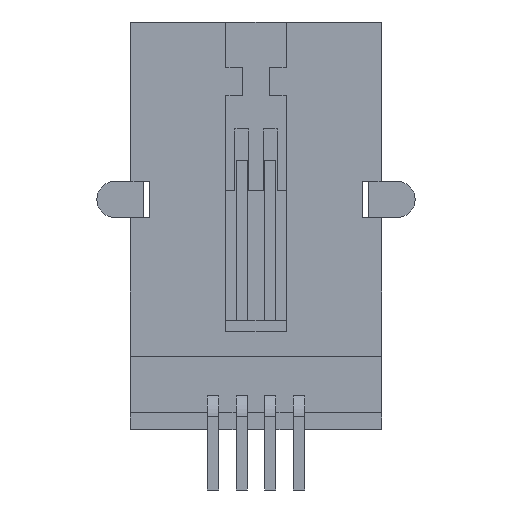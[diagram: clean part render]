
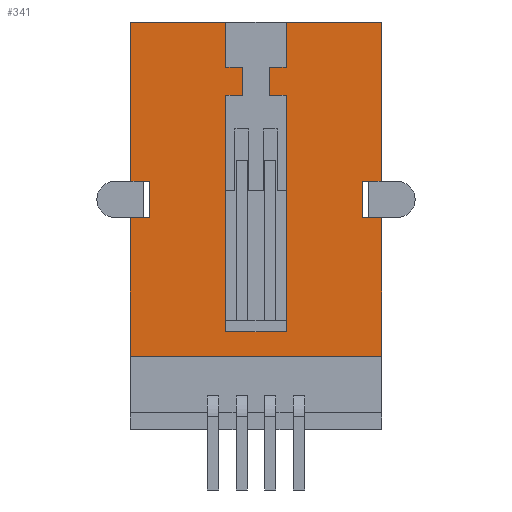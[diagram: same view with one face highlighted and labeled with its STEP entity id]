
A CAD part, front view. The second image highlights one B-rep face of the part: STEP entity #341.
In plain terms, the highlighted planar face has unit normal (0, -1, 0).
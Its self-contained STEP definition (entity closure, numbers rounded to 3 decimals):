
#341 = ADVANCED_FACE('',(#342),#568,.T.);
#342 = FACE_BOUND('',#343,.F.);
#343 = EDGE_LOOP('',(#344,#354,#362,#370,#378,#386,#394,#402,#410,#418,
    #426,#434,#442,#450,#458,#466,#474,#482,#490,#498,#506,#514,#522,
    #530,#538,#546,#554,#562));
#344 = ORIENTED_EDGE('',*,*,#345,.T.);
#345 = EDGE_CURVE('',#346,#348,#350,.T.);
#346 = VERTEX_POINT('',#347);
#347 = CARTESIAN_POINT('',(-5.59,-5.75,9.42));
#348 = VERTEX_POINT('',#349);
#349 = CARTESIAN_POINT('',(-5.015,-5.75,9.42));
#350 = LINE('',#351,#352);
#351 = CARTESIAN_POINT('',(-5.59,-5.75,9.42));
#352 = VECTOR('',#353,1.);
#353 = DIRECTION('',(1.,0.,0.));
#354 = ORIENTED_EDGE('',*,*,#355,.F.);
#355 = EDGE_CURVE('',#356,#348,#358,.T.);
#356 = VERTEX_POINT('',#357);
#357 = CARTESIAN_POINT('',(-4.74,-5.75,9.42));
#358 = LINE('',#359,#360);
#359 = CARTESIAN_POINT('',(-4.74,-5.75,9.42));
#360 = VECTOR('',#361,1.);
#361 = DIRECTION('',(-1.,0.,0.));
#362 = ORIENTED_EDGE('',*,*,#363,.F.);
#363 = EDGE_CURVE('',#364,#356,#366,.T.);
#364 = VERTEX_POINT('',#365);
#365 = CARTESIAN_POINT('',(-4.74,-5.75,11.02));
#366 = LINE('',#367,#368);
#367 = CARTESIAN_POINT('',(-4.74,-5.75,11.02));
#368 = VECTOR('',#369,1.);
#369 = DIRECTION('',(0.,0.,-1.));
#370 = ORIENTED_EDGE('',*,*,#371,.F.);
#371 = EDGE_CURVE('',#372,#364,#374,.T.);
#372 = VERTEX_POINT('',#373);
#373 = CARTESIAN_POINT('',(-5.015,-5.75,11.02));
#374 = LINE('',#375,#376);
#375 = CARTESIAN_POINT('',(-5.015,-5.75,11.02));
#376 = VECTOR('',#377,1.);
#377 = DIRECTION('',(1.,0.,0.));
#378 = ORIENTED_EDGE('',*,*,#379,.T.);
#379 = EDGE_CURVE('',#372,#380,#382,.T.);
#380 = VERTEX_POINT('',#381);
#381 = CARTESIAN_POINT('',(-5.59,-5.75,11.02));
#382 = LINE('',#383,#384);
#383 = CARTESIAN_POINT('',(-5.015,-5.75,11.02));
#384 = VECTOR('',#385,1.);
#385 = DIRECTION('',(-1.,0.,0.));
#386 = ORIENTED_EDGE('',*,*,#387,.T.);
#387 = EDGE_CURVE('',#380,#388,#390,.T.);
#388 = VERTEX_POINT('',#389);
#389 = CARTESIAN_POINT('',(-5.59,-5.75,18.1));
#390 = LINE('',#391,#392);
#391 = CARTESIAN_POINT('',(-5.59,-5.75,11.02));
#392 = VECTOR('',#393,1.);
#393 = DIRECTION('',(0.,0.,1.));
#394 = ORIENTED_EDGE('',*,*,#395,.T.);
#395 = EDGE_CURVE('',#388,#396,#398,.T.);
#396 = VERTEX_POINT('',#397);
#397 = CARTESIAN_POINT('',(-1.34,-5.75,18.1));
#398 = LINE('',#399,#400);
#399 = CARTESIAN_POINT('',(-5.59,-5.75,18.1));
#400 = VECTOR('',#401,1.);
#401 = DIRECTION('',(1.,0.,0.));
#402 = ORIENTED_EDGE('',*,*,#403,.T.);
#403 = EDGE_CURVE('',#396,#404,#406,.T.);
#404 = VERTEX_POINT('',#405);
#405 = CARTESIAN_POINT('',(-1.34,-5.75,16.1));
#406 = LINE('',#407,#408);
#407 = CARTESIAN_POINT('',(-1.34,-5.75,18.1));
#408 = VECTOR('',#409,1.);
#409 = DIRECTION('',(0.,0.,-1.));
#410 = ORIENTED_EDGE('',*,*,#411,.T.);
#411 = EDGE_CURVE('',#404,#412,#414,.T.);
#412 = VERTEX_POINT('',#413);
#413 = CARTESIAN_POINT('',(-0.59,-5.75,16.1));
#414 = LINE('',#415,#416);
#415 = CARTESIAN_POINT('',(-1.34,-5.75,16.1));
#416 = VECTOR('',#417,1.);
#417 = DIRECTION('',(1.,0.,0.));
#418 = ORIENTED_EDGE('',*,*,#419,.T.);
#419 = EDGE_CURVE('',#412,#420,#422,.T.);
#420 = VERTEX_POINT('',#421);
#421 = CARTESIAN_POINT('',(-0.59,-5.75,14.85));
#422 = LINE('',#423,#424);
#423 = CARTESIAN_POINT('',(-0.59,-5.75,16.1));
#424 = VECTOR('',#425,1.);
#425 = DIRECTION('',(0.,0.,-1.));
#426 = ORIENTED_EDGE('',*,*,#427,.F.);
#427 = EDGE_CURVE('',#428,#420,#430,.T.);
#428 = VERTEX_POINT('',#429);
#429 = CARTESIAN_POINT('',(-1.34,-5.75,14.85));
#430 = LINE('',#431,#432);
#431 = CARTESIAN_POINT('',(-1.34,-5.75,14.85));
#432 = VECTOR('',#433,1.);
#433 = DIRECTION('',(1.,0.,0.));
#434 = ORIENTED_EDGE('',*,*,#435,.F.);
#435 = EDGE_CURVE('',#436,#428,#438,.T.);
#436 = VERTEX_POINT('',#437);
#437 = CARTESIAN_POINT('',(-1.34,-5.75,4.35));
#438 = LINE('',#439,#440);
#439 = CARTESIAN_POINT('',(-1.34,-5.75,4.35));
#440 = VECTOR('',#441,1.);
#441 = DIRECTION('',(0.,0.,1.));
#442 = ORIENTED_EDGE('',*,*,#443,.T.);
#443 = EDGE_CURVE('',#436,#444,#446,.T.);
#444 = VERTEX_POINT('',#445);
#445 = CARTESIAN_POINT('',(1.34,-5.75,4.35));
#446 = LINE('',#447,#448);
#447 = CARTESIAN_POINT('',(-1.34,-5.75,4.35));
#448 = VECTOR('',#449,1.);
#449 = DIRECTION('',(1.,0.,0.));
#450 = ORIENTED_EDGE('',*,*,#451,.F.);
#451 = EDGE_CURVE('',#452,#444,#454,.T.);
#452 = VERTEX_POINT('',#453);
#453 = CARTESIAN_POINT('',(1.34,-5.75,14.85));
#454 = LINE('',#455,#456);
#455 = CARTESIAN_POINT('',(1.34,-5.75,14.85));
#456 = VECTOR('',#457,1.);
#457 = DIRECTION('',(0.,0.,-1.));
#458 = ORIENTED_EDGE('',*,*,#459,.T.);
#459 = EDGE_CURVE('',#452,#460,#462,.T.);
#460 = VERTEX_POINT('',#461);
#461 = CARTESIAN_POINT('',(0.59,-5.75,14.85));
#462 = LINE('',#463,#464);
#463 = CARTESIAN_POINT('',(1.34,-5.75,14.85));
#464 = VECTOR('',#465,1.);
#465 = DIRECTION('',(-1.,0.,0.));
#466 = ORIENTED_EDGE('',*,*,#467,.F.);
#467 = EDGE_CURVE('',#468,#460,#470,.T.);
#468 = VERTEX_POINT('',#469);
#469 = CARTESIAN_POINT('',(0.59,-5.75,16.1));
#470 = LINE('',#471,#472);
#471 = CARTESIAN_POINT('',(0.59,-5.75,16.1));
#472 = VECTOR('',#473,1.);
#473 = DIRECTION('',(0.,0.,-1.));
#474 = ORIENTED_EDGE('',*,*,#475,.F.);
#475 = EDGE_CURVE('',#476,#468,#478,.T.);
#476 = VERTEX_POINT('',#477);
#477 = CARTESIAN_POINT('',(1.34,-5.75,16.1));
#478 = LINE('',#479,#480);
#479 = CARTESIAN_POINT('',(1.34,-5.75,16.1));
#480 = VECTOR('',#481,1.);
#481 = DIRECTION('',(-1.,0.,0.));
#482 = ORIENTED_EDGE('',*,*,#483,.F.);
#483 = EDGE_CURVE('',#484,#476,#486,.T.);
#484 = VERTEX_POINT('',#485);
#485 = CARTESIAN_POINT('',(1.34,-5.75,18.1));
#486 = LINE('',#487,#488);
#487 = CARTESIAN_POINT('',(1.34,-5.75,18.1));
#488 = VECTOR('',#489,1.);
#489 = DIRECTION('',(0.,0.,-1.));
#490 = ORIENTED_EDGE('',*,*,#491,.T.);
#491 = EDGE_CURVE('',#484,#492,#494,.T.);
#492 = VERTEX_POINT('',#493);
#493 = CARTESIAN_POINT('',(5.59,-5.75,18.1));
#494 = LINE('',#495,#496);
#495 = CARTESIAN_POINT('',(1.34,-5.75,18.1));
#496 = VECTOR('',#497,1.);
#497 = DIRECTION('',(1.,0.,0.));
#498 = ORIENTED_EDGE('',*,*,#499,.F.);
#499 = EDGE_CURVE('',#500,#492,#502,.T.);
#500 = VERTEX_POINT('',#501);
#501 = CARTESIAN_POINT('',(5.59,-5.75,11.02));
#502 = LINE('',#503,#504);
#503 = CARTESIAN_POINT('',(5.59,-5.75,11.02));
#504 = VECTOR('',#505,1.);
#505 = DIRECTION('',(0.,0.,1.));
#506 = ORIENTED_EDGE('',*,*,#507,.T.);
#507 = EDGE_CURVE('',#500,#508,#510,.T.);
#508 = VERTEX_POINT('',#509);
#509 = CARTESIAN_POINT('',(5.015,-5.75,11.02));
#510 = LINE('',#511,#512);
#511 = CARTESIAN_POINT('',(5.59,-5.75,11.02));
#512 = VECTOR('',#513,1.);
#513 = DIRECTION('',(-1.,0.,0.));
#514 = ORIENTED_EDGE('',*,*,#515,.F.);
#515 = EDGE_CURVE('',#516,#508,#518,.T.);
#516 = VERTEX_POINT('',#517);
#517 = CARTESIAN_POINT('',(4.74,-5.75,11.02));
#518 = LINE('',#519,#520);
#519 = CARTESIAN_POINT('',(4.74,-5.75,11.02));
#520 = VECTOR('',#521,1.);
#521 = DIRECTION('',(1.,0.,0.));
#522 = ORIENTED_EDGE('',*,*,#523,.F.);
#523 = EDGE_CURVE('',#524,#516,#526,.T.);
#524 = VERTEX_POINT('',#525);
#525 = CARTESIAN_POINT('',(4.74,-5.75,9.42));
#526 = LINE('',#527,#528);
#527 = CARTESIAN_POINT('',(4.74,-5.75,9.42));
#528 = VECTOR('',#529,1.);
#529 = DIRECTION('',(0.,0.,1.));
#530 = ORIENTED_EDGE('',*,*,#531,.F.);
#531 = EDGE_CURVE('',#532,#524,#534,.T.);
#532 = VERTEX_POINT('',#533);
#533 = CARTESIAN_POINT('',(5.015,-5.75,9.42));
#534 = LINE('',#535,#536);
#535 = CARTESIAN_POINT('',(5.015,-5.75,9.42));
#536 = VECTOR('',#537,1.);
#537 = DIRECTION('',(-1.,0.,0.));
#538 = ORIENTED_EDGE('',*,*,#539,.T.);
#539 = EDGE_CURVE('',#532,#540,#542,.T.);
#540 = VERTEX_POINT('',#541);
#541 = CARTESIAN_POINT('',(5.59,-5.75,9.42));
#542 = LINE('',#543,#544);
#543 = CARTESIAN_POINT('',(5.015,-5.75,9.42));
#544 = VECTOR('',#545,1.);
#545 = DIRECTION('',(1.,0.,0.));
#546 = ORIENTED_EDGE('',*,*,#547,.F.);
#547 = EDGE_CURVE('',#548,#540,#550,.T.);
#548 = VERTEX_POINT('',#549);
#549 = CARTESIAN_POINT('',(5.59,-5.75,3.25));
#550 = LINE('',#551,#552);
#551 = CARTESIAN_POINT('',(5.59,-5.75,3.25));
#552 = VECTOR('',#553,1.);
#553 = DIRECTION('',(0.,0.,1.));
#554 = ORIENTED_EDGE('',*,*,#555,.F.);
#555 = EDGE_CURVE('',#556,#548,#558,.T.);
#556 = VERTEX_POINT('',#557);
#557 = CARTESIAN_POINT('',(-5.59,-5.75,3.25));
#558 = LINE('',#559,#560);
#559 = CARTESIAN_POINT('',(-5.59,-5.75,3.25));
#560 = VECTOR('',#561,1.);
#561 = DIRECTION('',(1.,0.,0.));
#562 = ORIENTED_EDGE('',*,*,#563,.T.);
#563 = EDGE_CURVE('',#556,#346,#564,.T.);
#564 = LINE('',#565,#566);
#565 = CARTESIAN_POINT('',(-5.59,-5.75,3.25));
#566 = VECTOR('',#567,1.);
#567 = DIRECTION('',(0.,0.,1.));
#568 = PLANE('',#569);
#569 = AXIS2_PLACEMENT_3D('',#570,#571,#572);
#570 = CARTESIAN_POINT('',(-5.59,-5.75,0.));
#571 = DIRECTION('',(0.,-1.,0.));
#572 = DIRECTION('',(1.,0.,0.));
